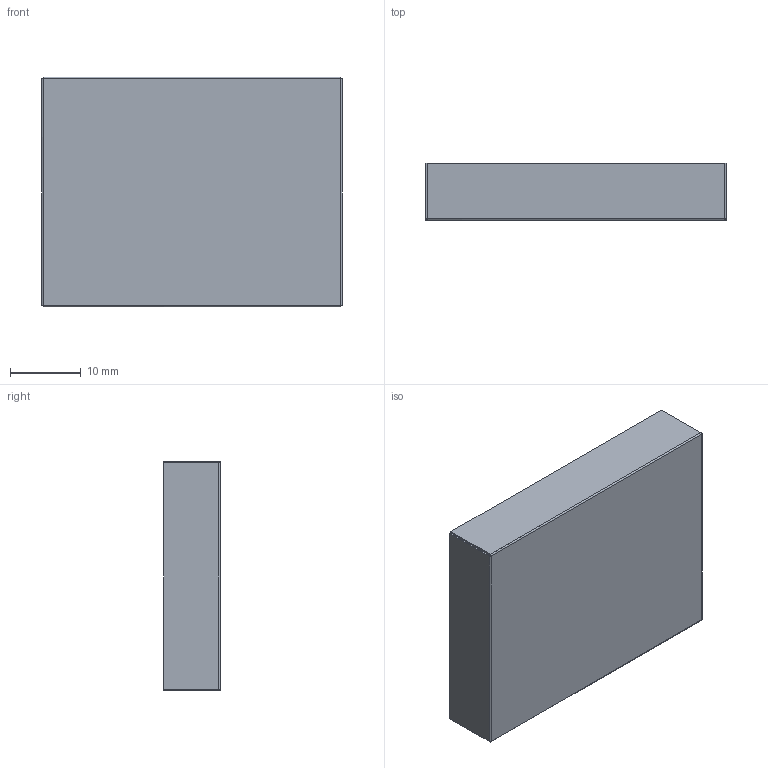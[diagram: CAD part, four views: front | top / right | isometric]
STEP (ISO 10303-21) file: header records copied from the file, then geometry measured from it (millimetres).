
FILE_DESCRIPTION (( 'STEP AP203' ), '1' );
FILE_NAME ('RF-060.STEP', '2024-01-31T08:26:42', ( '' ), ( '' ), 'SwSTEP 2.0', 'SolidWorks 2021', '' );
FILE_SCHEMA (( 'CONFIG_CONTROL_DESIGN' ));
Length unit declared in the file: millimetre
Products named in the file (1): RF-060
Bounding box: 42.4 x 8 x 32.4 mm (x, y, z)
Volume: 504.2 mm3; surface area: 5084.7 mm2
Topology: 1 solids, 1 shells, 34 faces, 72 edges, 40 vertices
Faces by surface type: plane 22, bspline 8, cylinder 4
Entity records: 1029 total; most frequent: CARTESIAN_POINT 275, ORIENTED_EDGE 144, DIRECTION 118, EDGE_CURVE 72, LINE 64, VECTOR 64, VERTEX_POINT 40, FACE_OUTER_BOUND 34
